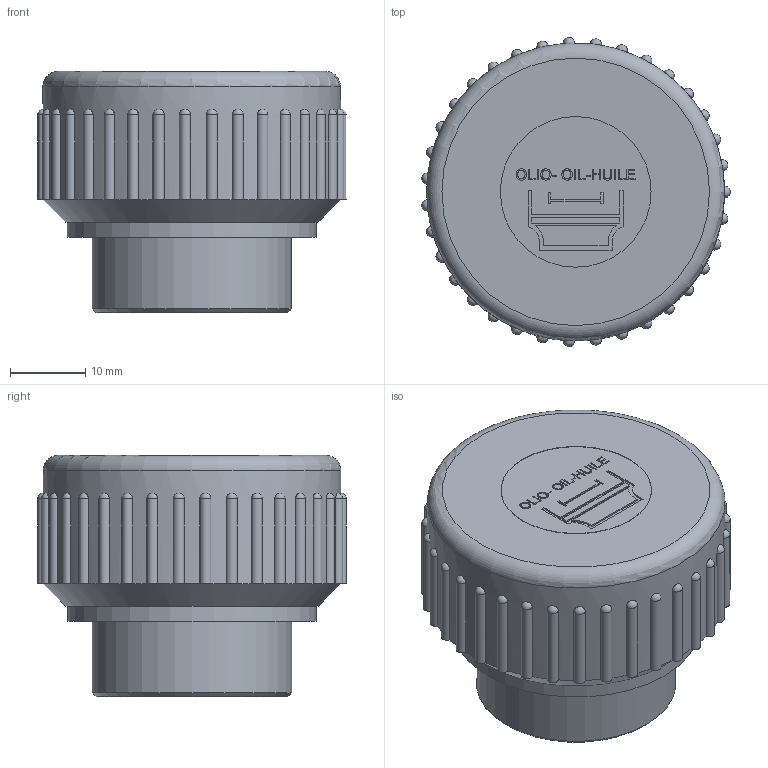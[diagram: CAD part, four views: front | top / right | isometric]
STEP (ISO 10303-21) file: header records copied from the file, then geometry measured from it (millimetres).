
FILE_DESCRIPTION( ( 'Unknown' ), '1' );
FILE_NAME( '6313045_TA4.stp', 'Unknown', ( 'Unknown' ), ( 'Unknown' ), 'PSStep 14.0', 'Unknown', ' ' );
FILE_SCHEMA( ( 'AUTOMOTIVE_DESIGN { 1 0 10303 214 1 1 1 1 }' ) );
Length unit declared in the file: millimetre
Products named in the file (1): 6313045
Bounding box: 40.92 x 40.96 x 32 mm (x, y, z)
Volume: 31115.5 mm3; surface area: 6295.8 mm2
Topology: 1 solids, 1 shells, 247 faces, 658 edges, 403 vertices
Faces by surface type: plane 157, cylinder 44, sphere 35, extrusion 8, cone 2, torus 1
Full cylindrical faces by diameter (mm): 5 x1, 20 x1, 26.441 x1, 33 x1, 39.5 x1
Entity records: 9801 total; most frequent: CARTESIAN_POINT 2139, DIRECTION 1169, ORIENTED_EDGE 1144, EDGE_CURVE 572, AXIS2_PLACEMENT_3D 400, VECTOR 369, VERTEX_POINT 366, LINE 361
